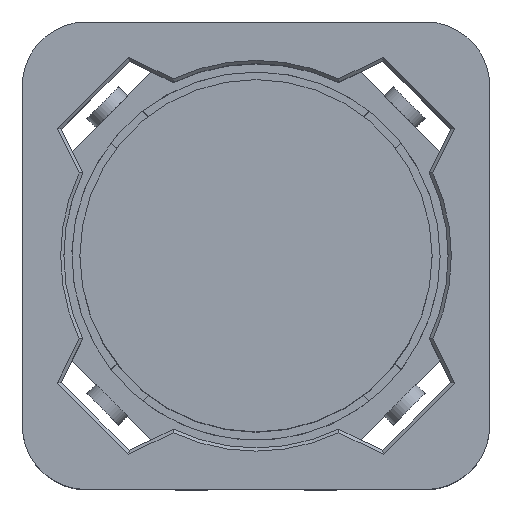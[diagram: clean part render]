
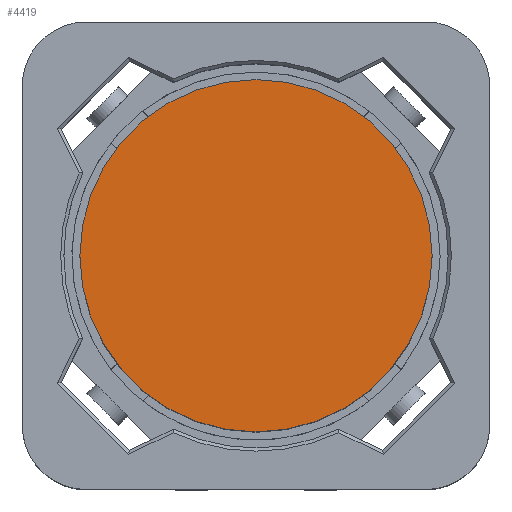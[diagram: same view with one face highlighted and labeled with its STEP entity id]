
A CAD part, top view. The second image highlights one B-rep face of the part: STEP entity #4419.
In plain terms, the highlighted planar face has unit normal (0, 0, 1).
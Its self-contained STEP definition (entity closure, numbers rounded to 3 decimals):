
#374=FACE_OUTER_BOUND('',#617,.T.);
#617=EDGE_LOOP('',(#3938));
#762=CIRCLE('',#4794,2.75);
#2129=VERTEX_POINT('',#7308);
#2734=EDGE_CURVE('',#2129,#2129,#762,.T.);
#3938=ORIENTED_EDGE('',*,*,#2734,.F.);
#4215=PLANE('',#4793);
#4419=ADVANCED_FACE('',(#374),#4215,.F.);
#4793=AXIS2_PLACEMENT_3D('',#7307,#5968,#5969);
#4794=AXIS2_PLACEMENT_3D('',#7309,#5970,#5971);
#5968=DIRECTION('center_axis',(0.,0.,-1.));
#5969=DIRECTION('ref_axis',(-1.,0.,0.));
#5970=DIRECTION('center_axis',(0.,0.,-1.));
#5971=DIRECTION('ref_axis',(1.,0.,0.));
#7307=CARTESIAN_POINT('Origin',(0.,0.,4.1));
#7308=CARTESIAN_POINT('',(2.75,0.,4.1));
#7309=CARTESIAN_POINT('Origin',(0.,0.,4.1));
